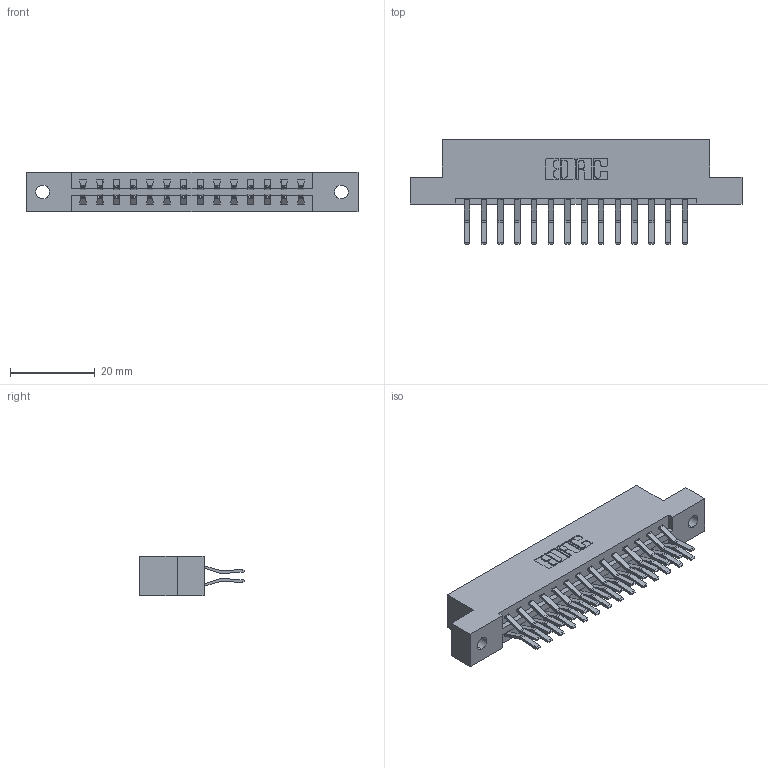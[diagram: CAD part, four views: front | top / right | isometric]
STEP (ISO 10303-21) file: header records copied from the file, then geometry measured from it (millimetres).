
FILE_DESCRIPTION (( 'STEP AP203' ), '1' );
FILE_NAME ('337-028-560-202.STEP', '2019-10-08T17:28:43', ( '' ), ( '' ), 'SwSTEP 2.0', 'SolidWorks 2016', '' );
FILE_SCHEMA (( 'CONFIG_CONTROL_DESIGN' ));
Length unit declared in the file: inch
Products named in the file (3): 337-028-560-202; 337 Part_Flush Mounting Lugs - 0.128 Dia; 345-292-001_560 Tail
Assembly tree (29 placements, depth 2):
  337-028-560-202
    337 Part_Flush Mounting Lugs - 0.128 Dia
    345-292-001_560 Tail  x28
Bounding box: 78.49 x 24.78 x 9.4 mm (x, y, z)
Volume: 8045.6 mm3; surface area: 9082.1 mm2
Topology: 29 solids, 29 shells, 1682 faces, 4987 edges, 3286 vertices
Faces by surface type: plane 1134, cylinder 548
Entity records: 14567 total; most frequent: CARTESIAN_POINT 2478, ORIENTED_EDGE 2414, DIRECTION 2163, EDGE_CURVE 1207, LINE 1075, VECTOR 1075, VERTEX_POINT 802, AXIS2_PLACEMENT_3D 544
